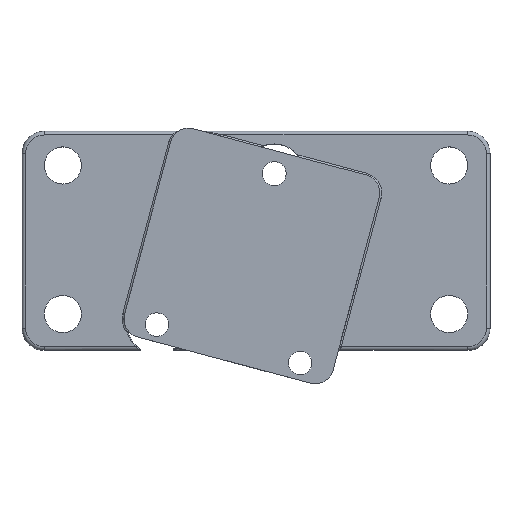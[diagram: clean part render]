
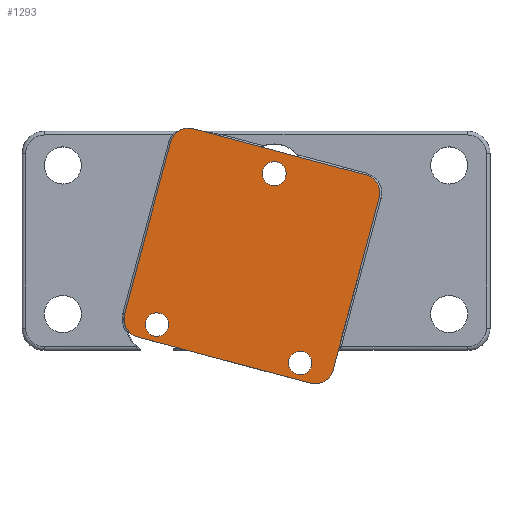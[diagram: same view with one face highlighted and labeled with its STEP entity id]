
A CAD part, top view. The second image highlights one B-rep face of the part: STEP entity #1293.
In plain terms, the highlighted planar face has unit normal (0, 0, 1).
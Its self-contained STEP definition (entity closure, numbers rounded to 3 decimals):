
#55=FACE_BOUND('',#434,.T.);
#56=FACE_BOUND('',#435,.T.);
#57=FACE_BOUND('',#436,.T.);
#75=PLANE('',#1451);
#126=LINE('',#2585,#209);
#136=LINE('',#2654,#219);
#142=LINE('',#2670,#225);
#151=LINE('',#2713,#234);
#209=VECTOR('',#1714,10.);
#219=VECTOR('',#1748,10.);
#225=VECTOR('',#1764,10.);
#234=VECTOR('',#1823,10.);
#348=FACE_OUTER_BOUND('',#433,.T.);
#433=EDGE_LOOP('',(#1190,#1191,#1192,#1193,#1194,#1195,#1196,#1197));
#434=EDGE_LOOP('',(#1198));
#435=EDGE_LOOP('',(#1199));
#436=EDGE_LOOP('',(#1200));
#512=CIRCLE('',#1416,2.5);
#516=CIRCLE('',#1425,2.5);
#519=CIRCLE('',#1429,2.5);
#521=CIRCLE('',#1433,2.5);
#526=CIRCLE('',#1446,1.615);
#527=CIRCLE('',#1448,1.575);
#528=CIRCLE('',#1450,1.575);
#618=VERTEX_POINT('',#2582);
#619=VERTEX_POINT('',#2584);
#628=VERTEX_POINT('',#2651);
#629=VERTEX_POINT('',#2653);
#633=VERTEX_POINT('',#2667);
#634=VERTEX_POINT('',#2669);
#638=VERTEX_POINT('',#2687);
#640=VERTEX_POINT('',#2694);
#644=VERTEX_POINT('',#2715);
#645=VERTEX_POINT('',#2719);
#646=VERTEX_POINT('',#2723);
#779=EDGE_CURVE('',#619,#618,#126,.T.);
#797=EDGE_CURVE('',#629,#628,#136,.T.);
#799=EDGE_CURVE('',#619,#628,#512,.T.);
#805=EDGE_CURVE('',#634,#633,#142,.T.);
#812=EDGE_CURVE('',#629,#633,#516,.T.);
#815=EDGE_CURVE('',#634,#638,#519,.T.);
#819=EDGE_CURVE('',#640,#618,#521,.T.);
#826=EDGE_CURVE('',#640,#638,#151,.T.);
#827=EDGE_CURVE('',#644,#644,#526,.T.);
#829=EDGE_CURVE('',#645,#645,#527,.T.);
#831=EDGE_CURVE('',#646,#646,#528,.T.);
#1190=ORIENTED_EDGE('',*,*,#799,.F.);
#1191=ORIENTED_EDGE('',*,*,#779,.T.);
#1192=ORIENTED_EDGE('',*,*,#819,.F.);
#1193=ORIENTED_EDGE('',*,*,#826,.T.);
#1194=ORIENTED_EDGE('',*,*,#815,.F.);
#1195=ORIENTED_EDGE('',*,*,#805,.T.);
#1196=ORIENTED_EDGE('',*,*,#812,.F.);
#1197=ORIENTED_EDGE('',*,*,#797,.T.);
#1198=ORIENTED_EDGE('',*,*,#829,.T.);
#1199=ORIENTED_EDGE('',*,*,#831,.T.);
#1200=ORIENTED_EDGE('',*,*,#827,.T.);
#1293=ADVANCED_FACE('',(#348,#55,#56,#57),#75,.T.);
#1416=AXIS2_PLACEMENT_3D('',#2657,#1752,#1753);
#1425=AXIS2_PLACEMENT_3D('',#2683,#1779,#1780);
#1429=AXIS2_PLACEMENT_3D('',#2688,#1787,#1788);
#1433=AXIS2_PLACEMENT_3D('',#2696,#1797,#1798);
#1446=AXIS2_PLACEMENT_3D('',#2716,#1826,#1827);
#1448=AXIS2_PLACEMENT_3D('',#2720,#1831,#1832);
#1450=AXIS2_PLACEMENT_3D('',#2724,#1836,#1837);
#1451=AXIS2_PLACEMENT_3D('',#2726,#1839,#1840);
#1714=DIRECTION('',(-0.966,0.259,0.));
#1748=DIRECTION('',(0.259,0.966,0.));
#1752=DIRECTION('center_axis',(0.,0.,
-1.));
#1753=DIRECTION('ref_axis',(0.866,0.5,0.));
#1764=DIRECTION('',(0.966,-0.259,0.));
#1779=DIRECTION('center_axis',(0.,0.,
-1.));
#1780=DIRECTION('ref_axis',(0.5,-0.866,0.));
#1787=DIRECTION('center_axis',(0.,0.,
-1.));
#1788=DIRECTION('ref_axis',(-0.866,-0.5,0.));
#1797=DIRECTION('center_axis',(0.,0.,
-1.));
#1798=DIRECTION('ref_axis',(-0.5,0.866,0.));
#1823=DIRECTION('',(-0.259,-0.966,0.));
#1826=DIRECTION('center_axis',(0.,0.,
-1.));
#1827=DIRECTION('ref_axis',(0.966,-0.259,0.));
#1831=DIRECTION('center_axis',(0.,0.,
-1.));
#1832=DIRECTION('ref_axis',(0.966,-0.259,0.));
#1836=DIRECTION('center_axis',(0.,0.,
-1.));
#1837=DIRECTION('ref_axis',(0.966,-0.259,0.));
#1839=DIRECTION('center_axis',(0.,0.,
1.));
#1840=DIRECTION('ref_axis',(1.,0.,0.));
#2582=CARTESIAN_POINT('',(-0.416,22.834,-32.8));
#2584=CARTESIAN_POINT('',(22.819,16.608,-32.8));
#2585=CARTESIAN_POINT('',(25.233,15.961,-32.8));
#2651=CARTESIAN_POINT('',(24.586,13.546,-32.8));
#2653=CARTESIAN_POINT('',(18.371,-9.649,-32.8));
#2654=CARTESIAN_POINT('',(17.724,-12.063,-32.8));
#2657=CARTESIAN_POINT('Origin',(22.171,14.193,-32.8));
#2667=CARTESIAN_POINT('',(15.309,-11.416,-32.8));
#2669=CARTESIAN_POINT('',(-7.925,-5.191,-32.8));
#2670=CARTESIAN_POINT('',(-10.34,-4.544,-32.8));
#2683=CARTESIAN_POINT('Origin',(15.956,-9.002,-32.8));
#2687=CARTESIAN_POINT('',(-9.693,-2.129,-32.8));
#2688=CARTESIAN_POINT('Origin',(-7.278,-2.776,-32.8));
#2694=CARTESIAN_POINT('',(-3.478,21.066,-32.8));
#2696=CARTESIAN_POINT('Origin',(-1.063,20.419,-32.8));
#2713=CARTESIAN_POINT('',(-2.831,23.481,-32.8));
#2715=CARTESIAN_POINT('',(8.886,17.21,-32.8));
#2716=CARTESIAN_POINT('Origin',(10.446,16.792,-32.8));
#2719=CARTESIAN_POINT('',(-6.877,-3.112,-32.8));
#2720=CARTESIAN_POINT('Origin',(-5.356,-3.52,-32.8));
#2723=CARTESIAN_POINT('',(12.441,-8.289,-32.8));
#2724=CARTESIAN_POINT('Origin',(13.963,-8.696,-32.8));
#2726=CARTESIAN_POINT('Origin',(7.447,5.709,-32.8));
